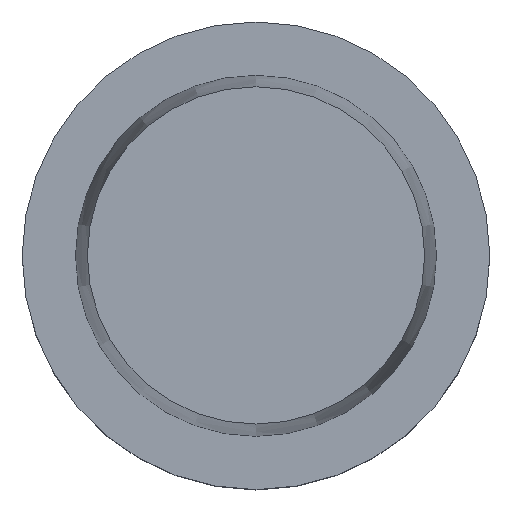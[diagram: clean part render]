
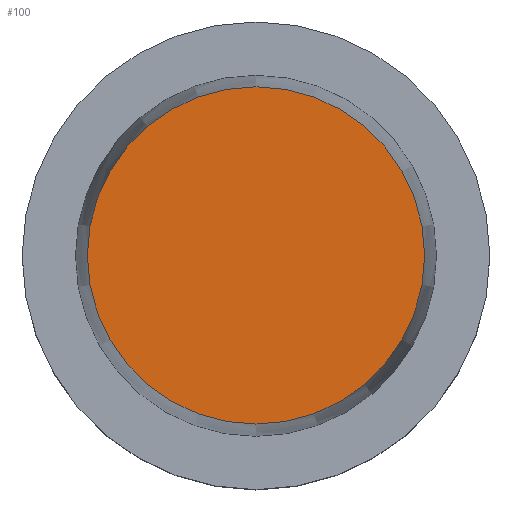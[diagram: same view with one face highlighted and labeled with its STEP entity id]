
A CAD part, top view. The second image highlights one B-rep face of the part: STEP entity #100.
In plain terms, the highlighted planar face has unit normal (0, 0, 1).
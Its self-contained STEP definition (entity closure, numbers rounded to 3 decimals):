
#83=EDGE_CURVE('Unnamed[1]',#221,#221,#222,.T.);
#100=ADVANCED_FACE('Unnamed[1]',(#248),#249,.T.);
#221=VERTEX_POINT('',#415);
#222=CIRCLE('',#416,22.715);
#248=FACE_OUTER_BOUND('',#448,.T.);
#249=PLANE('',#449);
#415=CARTESIAN_POINT('',(0.,22.715,32.0));
#416=AXIS2_PLACEMENT_3D('',#636,#637,#638);
#448=EDGE_LOOP('',(#667));
#449=AXIS2_PLACEMENT_3D('',#668,#669,#670);
#636=CARTESIAN_POINT('',(0.,0.,32.0));
#637=DIRECTION('',(0.,0.,1.0));
#638=DIRECTION('',(0.,1.0,0.));
#667=ORIENTED_EDGE('',*,*,#83,.T.);
#668=CARTESIAN_POINT('',(0.,11.358,32.0));
#669=DIRECTION('',(0.,0.,1.0));
#670=DIRECTION('',(0.,1.0,0.));
